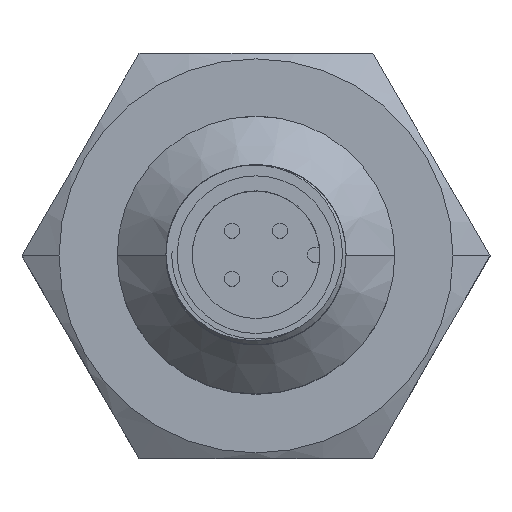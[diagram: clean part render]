
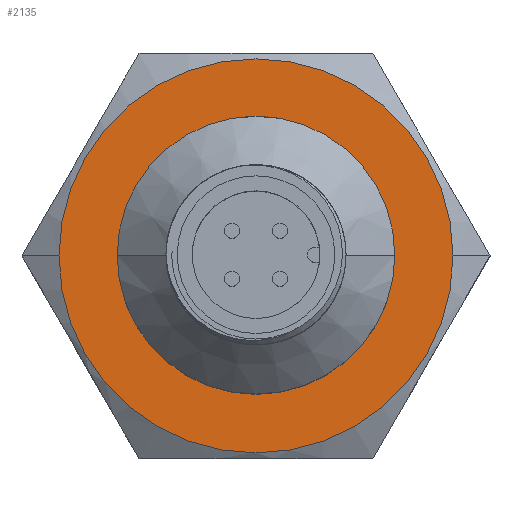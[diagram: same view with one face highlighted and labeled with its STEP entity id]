
A CAD part, top view. The second image highlights one B-rep face of the part: STEP entity #2135.
In plain terms, the highlighted planar face has unit normal (0, 0, 1).
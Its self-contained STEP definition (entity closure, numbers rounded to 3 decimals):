
#141=CARTESIAN_POINT('',(7.279,4.732,32.455));
#977=CARTESIAN_POINT('',(0.,0.,32.455));
#978=DIRECTION('',(0.,0.,1.));
#979=DIRECTION('',(1.,0.,0.));
#980=AXIS2_PLACEMENT_3D('',#977,#978,#979);
#982=CARTESIAN_POINT('',(0.,0.,32.455));
#983=DIRECTION('',(0.,0.,1.));
#984=DIRECTION('',(-1.,0.,0.));
#985=AXIS2_PLACEMENT_3D('',#982,#983,#984);
#987=CARTESIAN_POINT('',(-1.178,-8.923,32.455));
#988=CARTESIAN_POINT('',(-0.721,-8.976,
32.455));
#989=CARTESIAN_POINT('',(0.187,-9.012,32.455));
#990=CARTESIAN_POINT('',(1.539,-8.86,32.455));
#991=CARTESIAN_POINT('',(2.842,-8.509,32.455));
#992=CARTESIAN_POINT('',(4.093,-7.96,32.455));
#993=CARTESIAN_POINT('',(5.223,-7.24,32.455));
#994=CARTESIAN_POINT('',(6.247,-6.35,32.455));
#995=CARTESIAN_POINT('',(7.112,-5.331,32.455));
#996=CARTESIAN_POINT('',(7.819,-4.178,32.455));
#997=CARTESIAN_POINT('',(8.338,-2.95,32.455));
#998=CARTESIAN_POINT('',(8.668,-1.642,32.455));
#999=CARTESIAN_POINT('',(8.796,-0.313,32.455));
#1000=CARTESIAN_POINT('',(8.722,1.02,32.455));
#1001=CARTESIAN_POINT('',(8.445,2.329,32.455));
#1002=CARTESIAN_POINT('',(7.975,3.572,32.455));
#1003=CARTESIAN_POINT('',(7.534,4.354,32.455));
#1004=CARTESIAN_POINT('',(7.279,4.732,32.455));
#1006=CARTESIAN_POINT('',(0.,0.,32.455));
#1007=DIRECTION('',(0.,0.,-1.));
#1008=DIRECTION('',(1.,0.,0.));
#1009=AXIS2_PLACEMENT_3D('',#1006,#1007,#1008);
#1011=CARTESIAN_POINT('',(0.,0.,32.455));
#1012=DIRECTION('',(0.,0.,-1.));
#1013=DIRECTION('',(-0.96,0.282,0.));
#1014=AXIS2_PLACEMENT_3D('',#1011,#1012,#1013);
#1016=CARTESIAN_POINT('',(7.279,4.732,32.455));
#1017=CARTESIAN_POINT('',(7.04,5.114,32.455));
#1018=CARTESIAN_POINT('',(6.509,5.829,32.455));
#1019=CARTESIAN_POINT('',(5.564,6.763,32.455));
#1020=CARTESIAN_POINT('',(4.485,7.546,32.455));
#1021=CARTESIAN_POINT('',(3.294,8.162,32.455));
#1022=CARTESIAN_POINT('',(2.024,8.587,32.455));
#1023=CARTESIAN_POINT('',(0.686,8.818,32.455));
#1024=CARTESIAN_POINT('',(-0.651,8.84,
32.455));
#1025=CARTESIAN_POINT('',(-1.995,8.658,32.455));
#1026=CARTESIAN_POINT('',(-3.281,8.282,32.455));
#1027=CARTESIAN_POINT('',(-4.51,7.705,32.455));
#1028=CARTESIAN_POINT('',(-5.631,6.957,32.455));
#1029=CARTESIAN_POINT('',(-6.624,6.047,32.455));
#1030=CARTESIAN_POINT('',(-7.476,4.993,32.455));
#1031=CARTESIAN_POINT('',(-8.158,3.828,32.455));
#1032=CARTESIAN_POINT('',(-8.498,2.979,32.455));
#1033=CARTESIAN_POINT('',(-8.636,2.535,32.455));
#1035=CARTESIAN_POINT('',(0.,0.,32.455));
#1036=DIRECTION('',(0.,0.,-1.));
#1037=DIRECTION('',(1.,0.,0.));
#1038=AXIS2_PLACEMENT_3D('',#1035,#1036,#1037);
#1040=CARTESIAN_POINT('',(0.,0.,32.455));
#1041=DIRECTION('',(0.,0.,-1.));
#1042=DIRECTION('',(-1.,0.,0.));
#1043=AXIS2_PLACEMENT_3D('',#1040,#1041,#1042);
#1275=VERTEX_POINT('',#141);
#1281=CARTESIAN_POINT('',(9.,0.,32.455));
#1283=VERTEX_POINT('',#1281);
#1295=CARTESIAN_POINT('',(-8.027,0.,32.455));
#1297=VERTEX_POINT('',#1295);
#1305=CARTESIAN_POINT('',(-1.178,-8.923,
32.455));
#1306=VERTEX_POINT('',#1305);
#1309=CARTESIAN_POINT('',(8.027,0.,32.455));
#1310=VERTEX_POINT('',#1309);
#1315=CARTESIAN_POINT('',(-8.636,2.535,32.455));
#1316=VERTEX_POINT('',#1315);
#1335=CARTESIAN_POINT('',(13.125,0.,32.455));
#1336=VERTEX_POINT('',#1335);
#1338=CARTESIAN_POINT('',(-13.125,0.,32.455));
#1339=VERTEX_POINT('',#1338);
#2111=CARTESIAN_POINT('',(7.794,-13.5,32.455));
#2112=DIRECTION('',(0.,0.,1.));
#2113=DIRECTION('',(1.,0.,0.));
#2114=AXIS2_PLACEMENT_3D('',#2111,#2112,#2113);
#2115=PLANE('',#2114);
#2117=ORIENTED_EDGE('',*,*,#2116,.F.);
#2119=ORIENTED_EDGE('',*,*,#2118,.F.);
#2120=EDGE_LOOP('',(#2117,#2119));
#2121=FACE_OUTER_BOUND('',#2120,.F.);
#2123=ORIENTED_EDGE('',*,*,#2122,.F.);
#2124=ORIENTED_EDGE('',*,*,#2091,.F.);
#2125=ORIENTED_EDGE('',*,*,#2105,.F.);
#2126=ORIENTED_EDGE('',*,*,#1978,.F.);
#2127=EDGE_LOOP('',(#2123,#2124,#2125,#2126));
#2128=FACE_BOUND('',#2127,.F.);
#2130=ORIENTED_EDGE('',*,*,#2129,.F.);
#2132=ORIENTED_EDGE('',*,*,#2131,.F.);
#2133=EDGE_LOOP('',(#2130,#2132));
#2134=FACE_BOUND('',#2133,.F.);
#981=CIRCLE('',#980,13.125);
#986=CIRCLE('',#985,13.125);
#1005=B_SPLINE_CURVE_WITH_KNOTS('',3,(#987,#988,#989,#990,#991,#992,#993,#994,
#995,#996,#997,#998,#999,#1000,#1001,#1002,#1003,#1004),.UNSPECIFIED.,.F.,.F.,
(4,1,1,1,1,1,1,1,1,1,1,1,1,1,1,4),(0.,0.067,0.133,
0.2,0.267,0.333,0.4,0.467,
0.533,0.6,0.667,0.733,0.8,
0.867,0.933,1.),.UNSPECIFIED.);
#1010=CIRCLE('',#1009,9.);
#1015=CIRCLE('',#1014,9.);
#1034=B_SPLINE_CURVE_WITH_KNOTS('',3,(#1016,#1017,#1018,#1019,#1020,#1021,#1022,
#1023,#1024,#1025,#1026,#1027,#1028,#1029,#1030,#1031,#1032,#1033),
.UNSPECIFIED.,.F.,.F.,(4,1,1,1,1,1,1,1,1,1,1,1,1,1,1,4),(0.,0.067,
0.133,0.2,0.267,0.333,0.4,
0.467,0.533,0.6,0.667,0.733,
0.8,0.867,0.933,1.),.UNSPECIFIED.);
#1039=CIRCLE('',#1038,8.027);
#1044=CIRCLE('',#1043,8.027);
#1978=EDGE_CURVE('',#1275,#1316,#1034,.T.);
#2091=EDGE_CURVE('',#1283,#1306,#1010,.T.);
#2105=EDGE_CURVE('',#1316,#1283,#1015,.T.);
#2116=EDGE_CURVE('',#1336,#1339,#981,.T.);
#2118=EDGE_CURVE('',#1339,#1336,#986,.T.);
#2122=EDGE_CURVE('',#1306,#1275,#1005,.T.);
#2129=EDGE_CURVE('',#1310,#1297,#1039,.T.);
#2131=EDGE_CURVE('',#1297,#1310,#1044,.T.);
#2135=ADVANCED_FACE('',(#2121,#2128,#2134),#2115,.T.);
